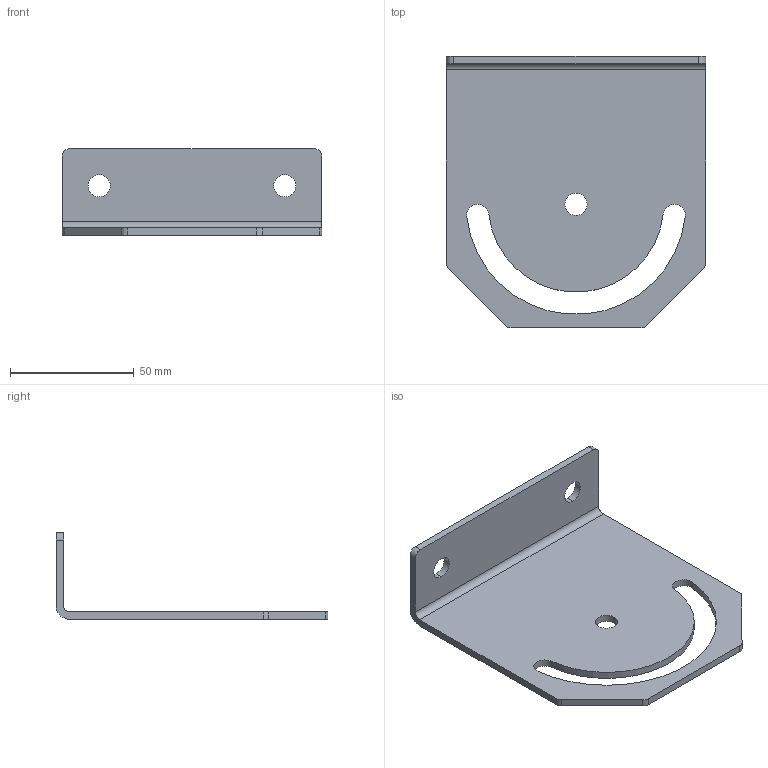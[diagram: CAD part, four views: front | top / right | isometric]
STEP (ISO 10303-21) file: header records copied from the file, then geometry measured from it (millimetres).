
FILE_DESCRIPTION(('Creo Elements/Direct Modeling STEP Export'),'2;1');
FILE_NAME('44.0185.6_Schwenklasche-MMS-44_110x105x35x3-chem-vernickelt.stp','2022-03-21T 8:57:33',(''),(''),'PTC Creo Elements/Direct Modeling STEP processor for AP214 (Solid Model)','PTC Creo Elements/Direct Modeling 19.0C 15-Aug-2015 (C) Parametric Technology GmbH','');
FILE_SCHEMA(('AUTOMOTIVE_DESIGN { 1 0 10303 214 1 1 1 1 }'));
Length unit declared in the file: millimetre
Products named in the file (2): Schwenklasche-MMS-44_110x105x35x3-chem-vernickelt_44.0185.6_PX173403
Assembly tree (1 placements, depth 2):
  Schwenklasche-MMS-44_110x105x35x3-chem-vernickelt_44.0185.6_PX173403
    Schwenklasche-MMS-44_110x105x35x3-chem-vernickelt_44.0185.6_PX173403
Bounding box: 105 x 110 x 35 mm (x, y, z)
Volume: 38379.4 mm3; surface area: 27999.8 mm2
Topology: 1 solids, 1 shells, 28 faces, 78 edges, 52 vertices
Faces by surface type: cylinder 18, plane 10
Entity records: 949 total; most frequent: DIRECTION 162, ORIENTED_EDGE 156, CARTESIAN_POINT 154, EDGE_CURVE 78, AXIS2_PLACEMENT_3D 60, VERTEX_POINT 52, VECTOR 42, LINE 42
